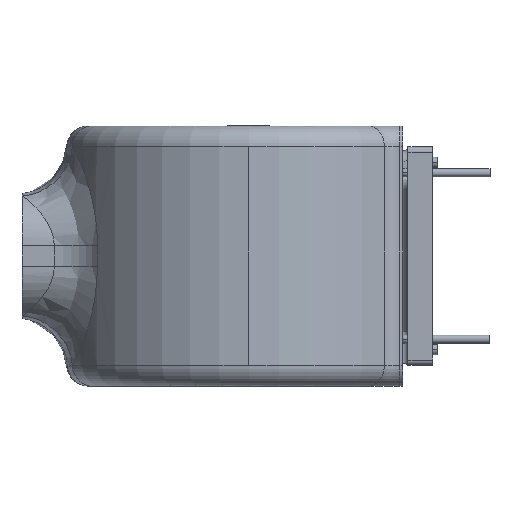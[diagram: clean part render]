
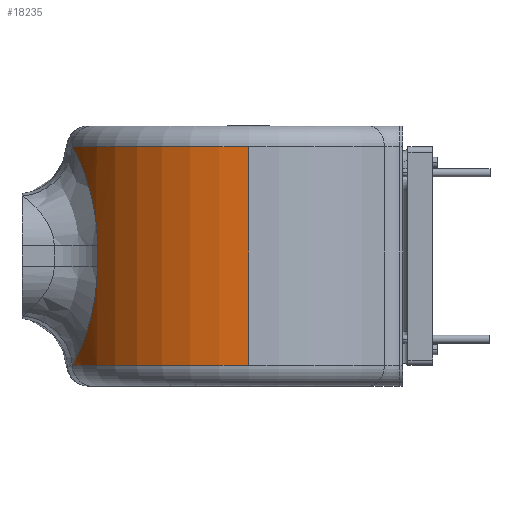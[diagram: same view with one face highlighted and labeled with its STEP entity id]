
A CAD part, left-side view. The second image highlights one B-rep face of the part: STEP entity #18235.
In plain terms, the highlighted cylindrical face has radius 17.5 mm (diameter 35 mm), a partial arc.
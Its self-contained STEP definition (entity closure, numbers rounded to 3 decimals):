
#274 = VERTEX_POINT ( 'NONE', #7991 ) ;
#571 = ORIENTED_EDGE ( 'NONE', *, *, #17308, .T. ) ;
#1206 = CARTESIAN_POINT ( 'NONE',  ( -4.373, 16.945, 10.5 ) ) ;
#1528 = VECTOR ( 'NONE', #2221, 1000. ) ;
#1601 = EDGE_LOOP ( 'NONE', ( #9172, #14441, #4850, #571, #21279, #16133 ) ) ;
#1802 = CARTESIAN_POINT ( 'NONE',  ( 0., 0., 10.5 ) ) ;
#1918 = CYLINDRICAL_SURFACE ( 'NONE', #5901, 17.5 ) ;
#2010 = CARTESIAN_POINT ( 'NONE',  ( -7.379, 15.885, -8.237 ) ) ;
#2221 = DIRECTION ( 'NONE',  ( 0., 0., -1. ) ) ;
#3095 = CARTESIAN_POINT ( 'NONE',  ( -17.5, 0., 10.5 ) ) ;
#3192 = B_SPLINE_CURVE_WITH_KNOTS ( 'NONE', 3,
 ( #1206, #24656, #19087, #5482, #23094, #11423, #5805, #15315, #19422, #20970, #17294, #3709 ),
 .UNSPECIFIED., .F., .F.,
 ( 4, 2, 2, 2, 2, 4 ),
 ( 0., 0.002, 0.003, 0.006, 0.009, 0.012 ),
 .UNSPECIFIED. ) ;
#3709 = CARTESIAN_POINT ( 'NONE',  ( -9.722, 14.551, 1. ) ) ;
#3732 = LINE ( 'NONE', #20294, #18598 ) ;
#3921 = CARTESIAN_POINT ( 'NONE',  ( -9.722, 14.551, -1. ) ) ;
#4420 = CARTESIAN_POINT ( 'NONE',  ( -17.5, 0., -10.5 ) ) ;
#4520 = DIRECTION ( 'NONE',  ( 1., 0., 0. ) ) ;
#4737 = VERTEX_POINT ( 'NONE', #3095 ) ;
#4850 = ORIENTED_EDGE ( 'NONE', *, *, #16403, .T. ) ;
#5239 = CIRCLE ( 'NONE', #8608, 17.5 ) ;
#5463 = EDGE_CURVE ( 'NONE', #7599, #25297, #9774, .T. ) ;
#5482 = CARTESIAN_POINT ( 'NONE',  ( -6.006, 16.442, 9.547 ) ) ;
#5805 = CARTESIAN_POINT ( 'NONE',  ( -7.928, 15.61, 7.471 ) ) ;
#5850 = CARTESIAN_POINT ( 'NONE',  ( -9.722, 14.551, -1.991 ) ) ;
#5901 = AXIS2_PLACEMENT_3D ( 'NONE', #21241, #15443, #11559 ) ;
#6411 = LINE ( 'NONE', #11954, #1528 ) ;
#6505 = CARTESIAN_POINT ( 'NONE',  ( -4.373, 16.945, -10.5 ) ) ;
#7599 = VERTEX_POINT ( 'NONE', #18997 ) ;
#7670 = AXIS2_PLACEMENT_3D ( 'NONE', #1802, #11438, #24932 ) ;
#7836 = CARTESIAN_POINT ( 'NONE',  ( -8.826, 15.12, -5.773 ) ) ;
#7991 = CARTESIAN_POINT ( 'NONE',  ( -4.373, 16.945, 10.5 ) ) ;
#8264 = CARTESIAN_POINT ( 'NONE',  ( -4.819, 16.83, -10.312 ) ) ;
#8608 = AXIS2_PLACEMENT_3D ( 'NONE', #22271, #16149, #4520 ) ;
#8860 = CARTESIAN_POINT ( 'NONE',  ( -4.373, 16.945, -10.5 ) ) ;
#9083 = VERTEX_POINT ( 'NONE', #24334 ) ;
#9172 = ORIENTED_EDGE ( 'NONE', *, *, #12969, .F. ) ;
#9774 = B_SPLINE_CURVE_WITH_KNOTS ( 'NONE', 3,
 ( #3921, #5850, #19474, #21493, #7836, #21412, #2010, #15624, #21918, #10789, #8264, #8860 ),
 .UNSPECIFIED., .F., .F.,
 ( 4, 2, 2, 2, 2, 4 ),
 ( 0., 0.003, 0.006, 0.009, 0.01, 0.012 ),
 .UNSPECIFIED. ) ;
#10619 = DIRECTION ( 'NONE',  ( 0., 0., -1. ) ) ;
#10789 = CARTESIAN_POINT ( 'NONE',  ( -5.232, 16.705, -10.08 ) ) ;
#11423 = CARTESIAN_POINT ( 'NONE',  ( -7.379, 15.885, 8.237 ) ) ;
#11438 = DIRECTION ( 'NONE',  ( 0., 0., -1. ) ) ;
#11559 = DIRECTION ( 'NONE',  ( -1., 0., 0. ) ) ;
#11954 = CARTESIAN_POINT ( 'NONE',  ( -9.722, 14.551, 12.5 ) ) ;
#12436 = EDGE_CURVE ( 'NONE', #25297, #19440, #5239, .T. ) ;
#12969 = EDGE_CURVE ( 'NONE', #4737, #19440, #3732, .T. ) ;
#14108 = FACE_OUTER_BOUND ( 'NONE', #1601, .T. ) ;
#14441 = ORIENTED_EDGE ( 'NONE', *, *, #17206, .T. ) ;
#15315 = CARTESIAN_POINT ( 'NONE',  ( -8.826, 15.12, 5.773 ) ) ;
#15443 = DIRECTION ( 'NONE',  ( 0., 0., -1. ) ) ;
#15624 = CARTESIAN_POINT ( 'NONE',  ( -6.368, 16.305, -9.244 ) ) ;
#16133 = ORIENTED_EDGE ( 'NONE', *, *, #12436, .T. ) ;
#16149 = DIRECTION ( 'NONE',  ( 0., 0., 1. ) ) ;
#16403 = EDGE_CURVE ( 'NONE', #274, #9083, #3192, .T. ) ;
#17206 = EDGE_CURVE ( 'NONE', #4737, #274, #24096, .T. ) ;
#17294 = CARTESIAN_POINT ( 'NONE',  ( -9.722, 14.551, 1.991 ) ) ;
#17308 = EDGE_CURVE ( 'NONE', #9083, #7599, #6411, .T. ) ;
#18235 = ADVANCED_FACE ( 'NONE', ( #14108 ), #1918, .T. ) ;
#18598 = VECTOR ( 'NONE', #10619, 1000. ) ;
#18997 = CARTESIAN_POINT ( 'NONE',  ( -9.722, 14.551, -1. ) ) ;
#19087 = CARTESIAN_POINT ( 'NONE',  ( -5.232, 16.705, 10.08 ) ) ;
#19422 = CARTESIAN_POINT ( 'NONE',  ( -9.158, 14.915, 4.87 ) ) ;
#19440 = VERTEX_POINT ( 'NONE', #4420 ) ;
#19474 = CARTESIAN_POINT ( 'NONE',  ( -9.61, 14.628, -2.963 ) ) ;
#20294 = CARTESIAN_POINT ( 'NONE',  ( -17.5, 0., 12.5 ) ) ;
#20970 = CARTESIAN_POINT ( 'NONE',  ( -9.61, 14.628, 2.963 ) ) ;
#21241 = CARTESIAN_POINT ( 'NONE',  ( 0., 0., 12.5 ) ) ;
#21279 = ORIENTED_EDGE ( 'NONE', *, *, #5463, .T. ) ;
#21412 = CARTESIAN_POINT ( 'NONE',  ( -7.928, 15.61, -7.471 ) ) ;
#21493 = CARTESIAN_POINT ( 'NONE',  ( -9.158, 14.915, -4.87 ) ) ;
#21918 = CARTESIAN_POINT ( 'NONE',  ( -6.006, 16.442, -9.547 ) ) ;
#22271 = CARTESIAN_POINT ( 'NONE',  ( 0., 0., -10.5 ) ) ;
#23094 = CARTESIAN_POINT ( 'NONE',  ( -6.368, 16.305, 9.244 ) ) ;
#24096 = CIRCLE ( 'NONE', #7670, 17.5 ) ;
#24334 = CARTESIAN_POINT ( 'NONE',  ( -9.722, 14.551, 1. ) ) ;
#24656 = CARTESIAN_POINT ( 'NONE',  ( -4.819, 16.83, 10.312 ) ) ;
#24932 = DIRECTION ( 'NONE',  ( 1., 0., 0. ) ) ;
#25297 = VERTEX_POINT ( 'NONE', #6505 ) ;
